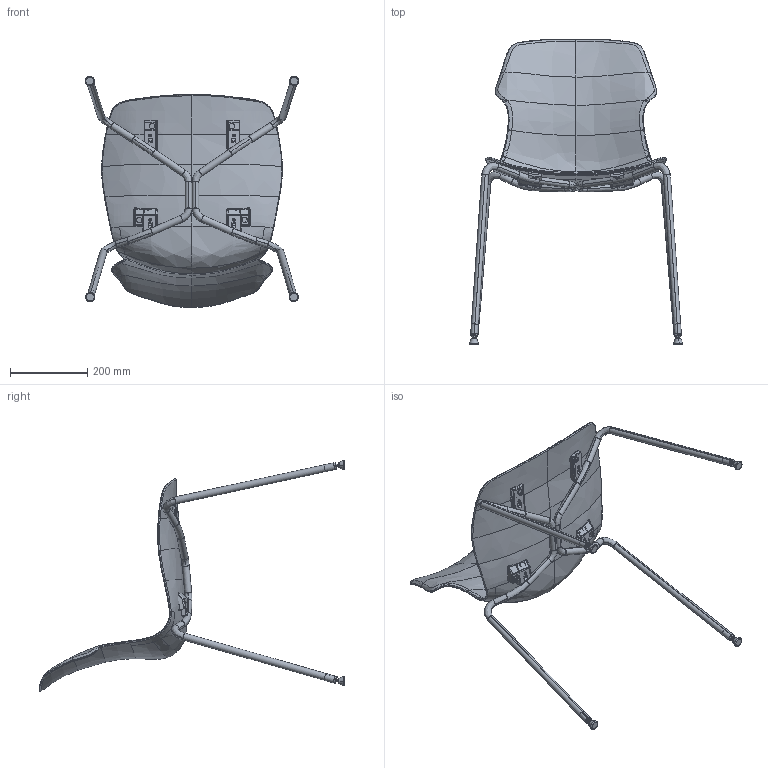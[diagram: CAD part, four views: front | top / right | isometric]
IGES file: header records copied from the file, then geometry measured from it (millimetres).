
Start section: SolidWorks IGES file using analytic representation for surfaces
Global section: file name: STEREO SEDIA VERNIC.IGS; native system: SolidWorks 2016; preprocessor: SolidWorks 2016; author: andrea.intermite; date: 170321.105354; units: millimetre
Bounding box: 554.79 x 792.97 x 600.29 mm (x, y, z)
Volume: 2793473.4 mm3; surface area: 1057494.7 mm2
Topology: 23 solids, 23 shells, 856 faces, 4283 edges, 5592 vertices
Faces by surface type: revolution 358, bspline 255, plane 243
